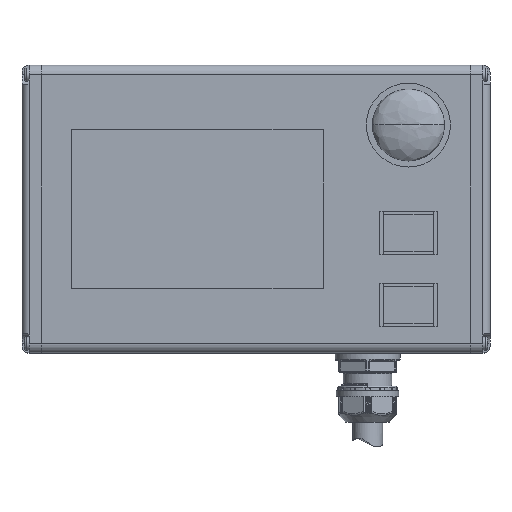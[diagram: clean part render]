
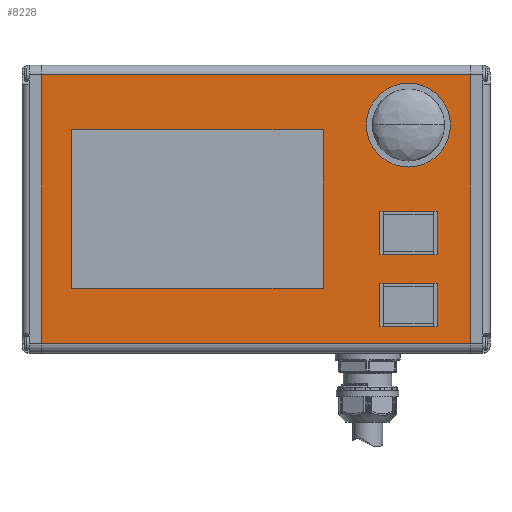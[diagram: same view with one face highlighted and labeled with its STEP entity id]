
A CAD part, top view. The second image highlights one B-rep face of the part: STEP entity #8228.
In plain terms, the highlighted planar face has unit normal (0, 0, 1).
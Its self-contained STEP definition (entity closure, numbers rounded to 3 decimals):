
#46 = DIRECTION ( 'NONE',  ( -1., 0., 0. ) ) ;
#360 = ORIENTED_EDGE ( 'NONE', *, *, #29889, .T. ) ;
#551 = AXIS2_PLACEMENT_3D ( 'NONE', #827, #19468, #16370 ) ;
#593 = VERTEX_POINT ( 'NONE', #13791 ) ;
#757 = CARTESIAN_POINT ( 'NONE',  ( 63.5, 17.5, 22.5 ) ) ;
#827 = CARTESIAN_POINT ( 'NONE',  ( 89.5, 56., 22.5 ) ) ;
#1234 = CARTESIAN_POINT ( 'NONE',  ( 51.5, -1., 22.5 ) ) ;
#1586 = CIRCLE ( 'NONE', #12831, 17.5 ) ;
#1700 = LINE ( 'NONE', #26917, #9680 ) ;
#1796 = EDGE_LOOP ( 'NONE', ( #15638, #9689, #35645, #34334 ) ) ;
#2533 = EDGE_CURVE ( 'NONE', #36766, #25347, #22396, .T. ) ;
#2740 = CARTESIAN_POINT ( 'NONE',  ( 89.5, -56., 22.5 ) ) ;
#2984 = CARTESIAN_POINT ( 'NONE',  ( 75.5, -31., 22.5 ) ) ;
#3487 = VECTOR ( 'NONE', #32897, 1000. ) ;
#3543 = FACE_BOUND ( 'NONE', #22456, .T. ) ;
#3615 = VECTOR ( 'NONE', #21466, 1000. ) ;
#3922 = VERTEX_POINT ( 'NONE', #29812 ) ;
#3992 = LINE ( 'NONE', #7292, #36996 ) ;
#4256 = CIRCLE ( 'NONE', #29336, 17.5 ) ;
#4382 = ORIENTED_EDGE ( 'NONE', *, *, #20095, .F. ) ;
#4694 = CARTESIAN_POINT ( 'NONE',  ( -89.4, -56., 22.5 ) ) ;
#4956 = ORIENTED_EDGE ( 'NONE', *, *, #10763, .F. ) ;
#6022 = EDGE_CURVE ( 'NONE', #20023, #3922, #31216, .T. ) ;
#6824 = VECTOR ( 'NONE', #10691, 1000. ) ;
#7123 = VERTEX_POINT ( 'NONE', #23593 ) ;
#7282 = CARTESIAN_POINT ( 'NONE',  ( 89.5, -31., 22.5 ) ) ;
#7292 = CARTESIAN_POINT ( 'NONE',  ( -77., 33., 22.5 ) ) ;
#7412 = EDGE_LOOP ( 'NONE', ( #4956, #4382 ) ) ;
#7505 = CARTESIAN_POINT ( 'NONE',  ( 89.5, -49., 22.5 ) ) ;
#7551 = VECTOR ( 'NONE', #27682, 1000. ) ;
#8228 = ADVANCED_FACE ( 'NONE', ( #29365, #3543, #35560, #28545, #28759 ), #34955, .F. ) ;
#8285 = DIRECTION ( 'NONE',  ( -1., 0., 0. ) ) ;
#9191 = LINE ( 'NONE', #12893, #20785 ) ;
#9331 = CARTESIAN_POINT ( 'NONE',  ( 51.5, -49., 22.5 ) ) ;
#9680 = VECTOR ( 'NONE', #30434, 1000. ) ;
#9689 = ORIENTED_EDGE ( 'NONE', *, *, #37523, .F. ) ;
#10313 = CARTESIAN_POINT ( 'NONE',  ( 89.4, 56., 22.5 ) ) ;
#10501 = ORIENTED_EDGE ( 'NONE', *, *, #32964, .T. ) ;
#10691 = DIRECTION ( 'NONE',  ( 0., -1., 0. ) ) ;
#10763 = EDGE_CURVE ( 'NONE', #593, #20669, #4256, .T. ) ;
#10765 = EDGE_CURVE ( 'NONE', #12168, #7123, #39289, .T. ) ;
#10966 = CARTESIAN_POINT ( 'NONE',  ( 89.5, -19., 22.5 ) ) ;
#11121 = CARTESIAN_POINT ( 'NONE',  ( 75.5, -19., 22.5 ) ) ;
#11204 = LINE ( 'NONE', #7505, #19382 ) ;
#11625 = CARTESIAN_POINT ( 'NONE',  ( 51.5, 56., 22.5 ) ) ;
#11636 = EDGE_CURVE ( 'NONE', #37368, #30791, #1700, .T. ) ;
#11999 = CARTESIAN_POINT ( 'NONE',  ( 63.5, 35., 22.5 ) ) ;
#12168 = VERTEX_POINT ( 'NONE', #11121 ) ;
#12194 = VERTEX_POINT ( 'NONE', #4694 ) ;
#12831 = AXIS2_PLACEMENT_3D ( 'NONE', #11999, #24610, #31234 ) ;
#12893 = CARTESIAN_POINT ( 'NONE',  ( 89.4, 56., 22.5 ) ) ;
#13791 = CARTESIAN_POINT ( 'NONE',  ( 63.5, 52.5, 22.5 ) ) ;
#13808 = CARTESIAN_POINT ( 'NONE',  ( 28., -33., 22.5 ) ) ;
#14333 = ORIENTED_EDGE ( 'NONE', *, *, #33674, .T. ) ;
#14456 = ORIENTED_EDGE ( 'NONE', *, *, #10765, .T. ) ;
#14739 = VECTOR ( 'NONE', #35936, 1000. ) ;
#15104 = CARTESIAN_POINT ( 'NONE',  ( 28., 33., 22.5 ) ) ;
#15256 = LINE ( 'NONE', #31568, #3615 ) ;
#15317 = ORIENTED_EDGE ( 'NONE', *, *, #11636, .T. ) ;
#15638 = ORIENTED_EDGE ( 'NONE', *, *, #20134, .F. ) ;
#15694 = ORIENTED_EDGE ( 'NONE', *, *, #34035, .T. ) ;
#15821 = DIRECTION ( 'NONE',  ( 0., -1., 0. ) ) ;
#15935 = LINE ( 'NONE', #28522, #39231 ) ;
#16143 = EDGE_CURVE ( 'NONE', #25347, #12194, #40405, .T. ) ;
#16222 = DIRECTION ( 'NONE',  ( -1., 0., 0. ) ) ;
#16331 = ORIENTED_EDGE ( 'NONE', *, *, #2533, .T. ) ;
#16370 = DIRECTION ( 'NONE',  ( -1., 0., 0. ) ) ;
#16441 = VERTEX_POINT ( 'NONE', #17834 ) ;
#17376 = DIRECTION ( 'NONE',  ( -1., 0., 0. ) ) ;
#17575 = LINE ( 'NONE', #15104, #35640 ) ;
#17834 = CARTESIAN_POINT ( 'NONE',  ( 28., 33., 22.5 ) ) ;
#19178 = EDGE_LOOP ( 'NONE', ( #15317, #14333, #14456, #31461 ) ) ;
#19382 = VECTOR ( 'NONE', #23200, 1000. ) ;
#19411 = LINE ( 'NONE', #26388, #6824 ) ;
#19468 = DIRECTION ( 'NONE',  ( 0., 0., -1. ) ) ;
#19639 = EDGE_CURVE ( 'NONE', #24441, #12194, #38276, .T. ) ;
#20023 = VERTEX_POINT ( 'NONE', #9331 ) ;
#20095 = EDGE_CURVE ( 'NONE', #20669, #593, #1586, .T. ) ;
#20134 = EDGE_CURVE ( 'NONE', #35027, #36830, #15935, .T. ) ;
#20669 = VERTEX_POINT ( 'NONE', #757 ) ;
#20785 = VECTOR ( 'NONE', #21986, 1000. ) ;
#21142 = LINE ( 'NONE', #11625, #29788 ) ;
#21466 = DIRECTION ( 'NONE',  ( 0., -1., 0. ) ) ;
#21986 = DIRECTION ( 'NONE',  ( 0., 1., 0. ) ) ;
#22077 = VECTOR ( 'NONE', #46, 1000. ) ;
#22396 = LINE ( 'NONE', #32307, #24398 ) ;
#22456 = EDGE_LOOP ( 'NONE', ( #10501, #360, #15694, #26855 ) ) ;
#22528 = VERTEX_POINT ( 'NONE', #23493 ) ;
#22601 = EDGE_CURVE ( 'NONE', #24441, #36766, #9191, .T. ) ;
#22902 = CARTESIAN_POINT ( 'NONE',  ( 89.4, -56., 22.5 ) ) ;
#23200 = DIRECTION ( 'NONE',  ( -1., 0., 0. ) ) ;
#23329 = CARTESIAN_POINT ( 'NONE',  ( 75.5, 56., 22.5 ) ) ;
#23493 = CARTESIAN_POINT ( 'NONE',  ( -77., 33., 22.5 ) ) ;
#23593 = CARTESIAN_POINT ( 'NONE',  ( 51.5, -19., 22.5 ) ) ;
#23667 = CARTESIAN_POINT ( 'NONE',  ( -77., -33., 22.5 ) ) ;
#24043 = VECTOR ( 'NONE', #8285, 1000. ) ;
#24170 = CARTESIAN_POINT ( 'NONE',  ( 63.5, 35., 22.5 ) ) ;
#24398 = VECTOR ( 'NONE', #16222, 1000. ) ;
#24441 = VERTEX_POINT ( 'NONE', #22902 ) ;
#24610 = DIRECTION ( 'NONE',  ( 0., 0., 1. ) ) ;
#24652 = VERTEX_POINT ( 'NONE', #2984 ) ;
#25347 = VERTEX_POINT ( 'NONE', #40288 ) ;
#25415 = EDGE_CURVE ( 'NONE', #36830, #16441, #17575, .T. ) ;
#25617 = DIRECTION ( 'NONE',  ( 1., 0., 0. ) ) ;
#26388 = CARTESIAN_POINT ( 'NONE',  ( 75.5, 56., 22.5 ) ) ;
#26427 = EDGE_CURVE ( 'NONE', #16441, #22528, #3992, .T. ) ;
#26512 = VECTOR ( 'NONE', #15821, 1000. ) ;
#26855 = ORIENTED_EDGE ( 'NONE', *, *, #6022, .T. ) ;
#26917 = CARTESIAN_POINT ( 'NONE',  ( 89.5, -1., 22.5 ) ) ;
#27640 = CARTESIAN_POINT ( 'NONE',  ( 75.5, -49., 22.5 ) ) ;
#27682 = DIRECTION ( 'NONE',  ( 0., 1., 0. ) ) ;
#28522 = CARTESIAN_POINT ( 'NONE',  ( -77., -33., 22.5 ) ) ;
#28545 = FACE_BOUND ( 'NONE', #1796, .T. ) ;
#28708 = DIRECTION ( 'NONE',  ( 0., 1., 0. ) ) ;
#28759 = FACE_OUTER_BOUND ( 'NONE', #38306, .T. ) ;
#29336 = AXIS2_PLACEMENT_3D ( 'NONE', #24170, #29985, #17376 ) ;
#29365 = FACE_BOUND ( 'NONE', #19178, .T. ) ;
#29788 = VECTOR ( 'NONE', #36426, 1000. ) ;
#29812 = CARTESIAN_POINT ( 'NONE',  ( 51.5, -31., 22.5 ) ) ;
#29889 = EDGE_CURVE ( 'NONE', #24652, #32461, #36329, .T. ) ;
#29985 = DIRECTION ( 'NONE',  ( 0., 0., 1. ) ) ;
#30103 = ORIENTED_EDGE ( 'NONE', *, *, #19639, .F. ) ;
#30106 = ORIENTED_EDGE ( 'NONE', *, *, #16143, .T. ) ;
#30388 = CARTESIAN_POINT ( 'NONE',  ( 51.5, 56., 22.5 ) ) ;
#30434 = DIRECTION ( 'NONE',  ( 1., 0., 0. ) ) ;
#30673 = CARTESIAN_POINT ( 'NONE',  ( 75.5, -1., 22.5 ) ) ;
#30791 = VERTEX_POINT ( 'NONE', #30673 ) ;
#31216 = LINE ( 'NONE', #30388, #7551 ) ;
#31234 = DIRECTION ( 'NONE',  ( -1., 0., 0. ) ) ;
#31461 = ORIENTED_EDGE ( 'NONE', *, *, #39032, .T. ) ;
#31568 = CARTESIAN_POINT ( 'NONE',  ( -77., 33., 22.5 ) ) ;
#31713 = CARTESIAN_POINT ( 'NONE',  ( -89.4, 56., 22.5 ) ) ;
#32307 = CARTESIAN_POINT ( 'NONE',  ( 89.5, 56., 22.5 ) ) ;
#32461 = VERTEX_POINT ( 'NONE', #27640 ) ;
#32897 = DIRECTION ( 'NONE',  ( 1., 0., 0. ) ) ;
#32964 = EDGE_CURVE ( 'NONE', #3922, #24652, #38897, .T. ) ;
#33674 = EDGE_CURVE ( 'NONE', #30791, #12168, #19411, .T. ) ;
#34035 = EDGE_CURVE ( 'NONE', #32461, #20023, #11204, .T. ) ;
#34334 = ORIENTED_EDGE ( 'NONE', *, *, #25415, .F. ) ;
#34955 = PLANE ( 'NONE',  #551 ) ;
#35027 = VERTEX_POINT ( 'NONE', #23667 ) ;
#35213 = DIRECTION ( 'NONE',  ( -1., 0., 0. ) ) ;
#35560 = FACE_BOUND ( 'NONE', #7412, .T. ) ;
#35640 = VECTOR ( 'NONE', #28708, 1000. ) ;
#35645 = ORIENTED_EDGE ( 'NONE', *, *, #26427, .F. ) ;
#35936 = DIRECTION ( 'NONE',  ( 0., -1., 0. ) ) ;
#36329 = LINE ( 'NONE', #23329, #14739 ) ;
#36426 = DIRECTION ( 'NONE',  ( 0., 1., 0. ) ) ;
#36766 = VERTEX_POINT ( 'NONE', #10313 ) ;
#36830 = VERTEX_POINT ( 'NONE', #13808 ) ;
#36996 = VECTOR ( 'NONE', #35213, 1000. ) ;
#37368 = VERTEX_POINT ( 'NONE', #1234 ) ;
#37523 = EDGE_CURVE ( 'NONE', #22528, #35027, #15256, .T. ) ;
#37752 = ORIENTED_EDGE ( 'NONE', *, *, #22601, .T. ) ;
#38276 = LINE ( 'NONE', #2740, #22077 ) ;
#38306 = EDGE_LOOP ( 'NONE', ( #16331, #30106, #30103, #37752 ) ) ;
#38897 = LINE ( 'NONE', #7282, #3487 ) ;
#39032 = EDGE_CURVE ( 'NONE', #7123, #37368, #21142, .T. ) ;
#39231 = VECTOR ( 'NONE', #25617, 1000. ) ;
#39289 = LINE ( 'NONE', #10966, #24043 ) ;
#40288 = CARTESIAN_POINT ( 'NONE',  ( -89.4, 56., 22.5 ) ) ;
#40405 = LINE ( 'NONE', #31713, #26512 ) ;
